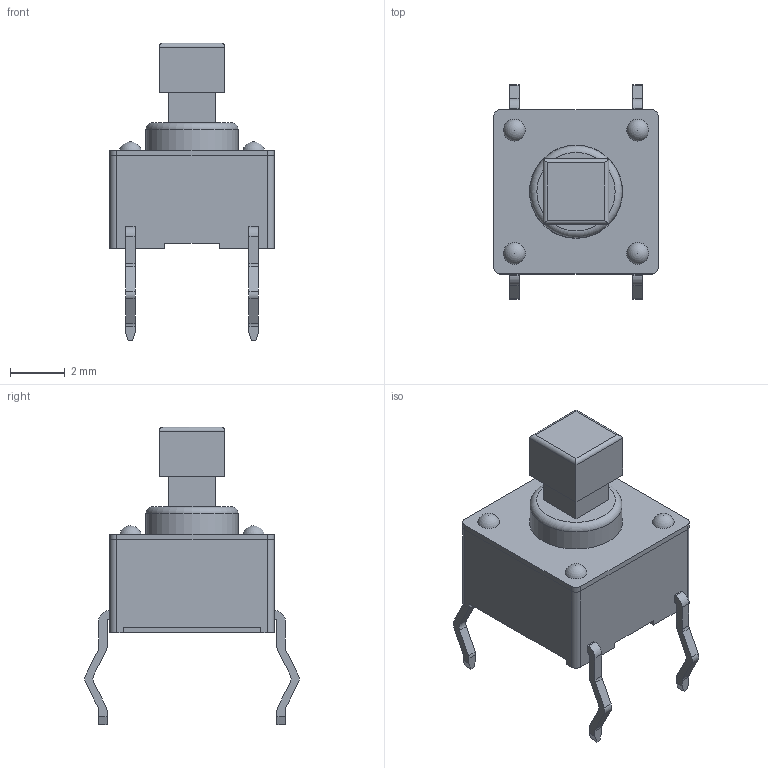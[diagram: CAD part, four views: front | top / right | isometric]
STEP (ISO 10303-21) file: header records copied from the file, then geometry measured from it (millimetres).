
FILE_DESCRIPTION(('HOOPS Exchange Step'),'2;1');
FILE_NAME('tactpushbutton.step','2018-10-31T13:05:23+00:00',('SYSTEM'),('Unknown organisation'),'HOOPS Exchange 10.0','HOOPS Exchange','Unknown authorisation');
FILE_SCHEMA( ('AUTOMOTIVE_DESIGN { 1 0 10303 214 1 1 1 1 }') );
Length unit declared in the file: millimetre
Products named in the file (2): Default; tactpushbutton
Assembly tree (1 placements, depth 2):
  tactpushbutton
    Default
Bounding box: 6 x 7.83 x 10.86 mm (x, y, z)
Volume: 143.1 mm3; surface area: 316.4 mm2
Topology: 5 solids, 5 shells, 161 faces, 422 edges, 281 vertices
Faces by surface type: plane 104, cylinder 52, sphere 4, torus 1
Full cylindrical faces by diameter (mm): 0.3 x4, 3.36 x1, 3.4 x1, 3.76 x1, 3.8 x1
Entity records: 5033 total; most frequent: CARTESIAN_POINT 863, DIRECTION 860, ORIENTED_EDGE 836, EDGE_CURVE 418, VECTOR 304, LINE 304, VERTEX_POINT 281, AXIS2_PLACEMENT_3D 278
